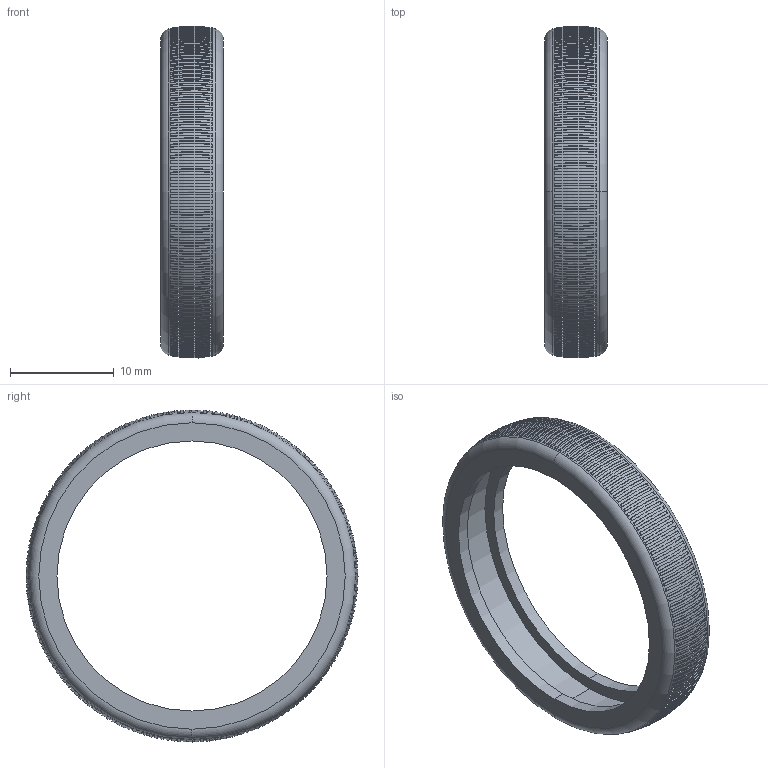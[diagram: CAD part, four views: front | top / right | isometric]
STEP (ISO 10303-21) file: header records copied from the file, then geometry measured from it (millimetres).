
FILE_DESCRIPTION (( 'STEP AP214' ), '1' );
FILE_NAME ('Pololu-Wheel-32x7mm-tire.STEP', '2014-11-07T21:33:00', ( '' ), ( '' ), 'SwSTEP 2.0', 'SolidWorks 2012', '' );
FILE_SCHEMA (( 'AUTOMOTIVE_DESIGN' ));
Length unit declared in the file: millimetre
Products named in the file (1): Pololu-Wheel-32x7mm-tire
Bounding box: 6 x 31.96 x 31.96 mm (x, y, z)
Volume: 1129.9 mm3; surface area: 1888.3 mm2
Topology: 1 solids, 1 shells, 916 faces, 2194 edges, 1460 vertices
Faces by surface type: plane 724, bspline 182, cylinder 6, torus 4
Entity records: 28030 total; most frequent: CARTESIAN_POINT 8021, ORIENTED_EDGE 4388, DIRECTION 3684, EDGE_CURVE 2194, AXIS2_PLACEMENT_3D 1479, VERTEX_POINT 1460, EDGE_LOOP 1098, ADVANCED_FACE 916
